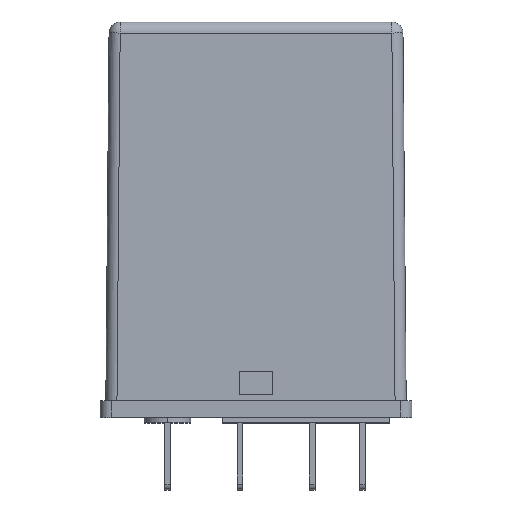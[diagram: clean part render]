
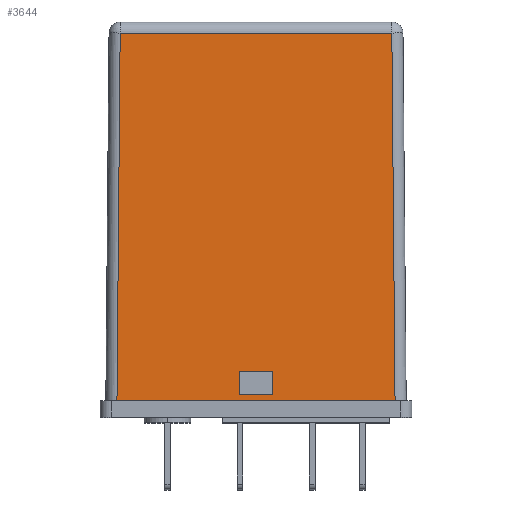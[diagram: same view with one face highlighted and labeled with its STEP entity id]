
A CAD part, top view. The second image highlights one B-rep face of the part: STEP entity #3644.
In plain terms, the highlighted planar face has unit normal (0, 0.009, 1).
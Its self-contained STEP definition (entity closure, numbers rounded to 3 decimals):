
#268 = EDGE_CURVE ( 'NONE', #4734, #4534, #850, .T. ) ;
#389 = CARTESIAN_POINT ( 'NONE',  ( 1.5, 2.089, 10.232 ) ) ;
#427 = CARTESIAN_POINT ( 'NONE',  ( 12.498, 0.227, 10.248 ) ) ;
#614 = EDGE_CURVE ( 'NONE', #5314, #3717, #6483, .T. ) ;
#615 = ORIENTED_EDGE ( 'NONE', *, *, #785, .F. ) ;
#681 = VECTOR ( 'NONE', #4228, 1000. ) ;
#742 = EDGE_CURVE ( 'NONE', #6389, #6347, #1343, .T. ) ;
#785 = EDGE_CURVE ( 'NONE', #3227, #5314, #6148, .T. ) ;
#850 = LINE ( 'NONE', #6433, #7473 ) ;
#1054 = EDGE_CURVE ( 'NONE', #3717, #6991, #3981, .T. ) ;
#1081 = EDGE_CURVE ( 'NONE', #6991, #3227, #5653, .T. ) ;
#1242 = DIRECTION ( 'NONE',  ( -1., 0., 0. ) ) ;
#1281 = EDGE_LOOP ( 'NONE', ( #5591, #2166, #5416, #2124 ) ) ;
#1343 = LINE ( 'NONE', #1614, #7956 ) ;
#1614 = CARTESIAN_POINT ( 'NONE',  ( -13.19, 34.509, 9.949 ) ) ;
#1689 = AXIS2_PLACEMENT_3D ( 'NONE', #3563, #8027, #4239 ) ;
#1760 = FACE_BOUND ( 'NONE', #7072, .T. ) ;
#1953 = EDGE_CURVE ( 'NONE', #6347, #4534, #3929, .T. ) ;
#2103 = ORIENTED_EDGE ( 'NONE', *, *, #614, .F. ) ;
#2124 = ORIENTED_EDGE ( 'NONE', *, *, #3230, .T. ) ;
#2166 = ORIENTED_EDGE ( 'NONE', *, *, #1953, .T. ) ;
#2408 = CARTESIAN_POINT ( 'NONE',  ( -1.5, 4.089, 10.214 ) ) ;
#2576 = ORIENTED_EDGE ( 'NONE', *, *, #1054, .F. ) ;
#3082 = DIRECTION ( 'NONE',  ( -0.009, 1., -0.009 ) ) ;
#3227 = VERTEX_POINT ( 'NONE', #2408 ) ;
#3230 = EDGE_CURVE ( 'NONE', #4734, #6389, #6301, .T. ) ;
#3363 = DIRECTION ( 'NONE',  ( -1., 0., 0. ) ) ;
#3563 = CARTESIAN_POINT ( 'NONE',  ( -13.5, 0., 10.25 ) ) ;
#3644 = ADVANCED_FACE ( 'NONE', ( #1760, #6696 ), #7359, .T. ) ;
#3717 = VERTEX_POINT ( 'NONE', #389 ) ;
#3910 = CARTESIAN_POINT ( 'NONE',  ( -1.5, 4.089, 10.214 ) ) ;
#3929 = LINE ( 'NONE', #7382, #681 ) ;
#3981 = LINE ( 'NONE', #4030, #7340 ) ;
#4005 = DIRECTION ( 'NONE',  ( 0., 1., -0.009 ) ) ;
#4029 = CARTESIAN_POINT ( 'NONE',  ( 12.199, 34.509, 9.949 ) ) ;
#4030 = CARTESIAN_POINT ( 'NONE',  ( 1.5, 4.089, 10.214 ) ) ;
#4217 = ORIENTED_EDGE ( 'NONE', *, *, #1081, .F. ) ;
#4228 = DIRECTION ( 'NONE',  ( -0.009, -1., 0.009 ) ) ;
#4239 = DIRECTION ( 'NONE',  ( 0., -1., 0.009 ) ) ;
#4492 = VECTOR ( 'NONE', #7593, 1000. ) ;
#4534 = VERTEX_POINT ( 'NONE', #7711 ) ;
#4636 = VECTOR ( 'NONE', #3082, 1000. ) ;
#4734 = VERTEX_POINT ( 'NONE', #5402 ) ;
#5222 = CARTESIAN_POINT ( 'NONE',  ( -12.199, 34.509, 9.949 ) ) ;
#5314 = VERTEX_POINT ( 'NONE', #7191 ) ;
#5402 = CARTESIAN_POINT ( 'NONE',  ( 12.487, 1.5, 10.237 ) ) ;
#5416 = ORIENTED_EDGE ( 'NONE', *, *, #268, .F. ) ;
#5591 = ORIENTED_EDGE ( 'NONE', *, *, #742, .T. ) ;
#5643 = CARTESIAN_POINT ( 'NONE',  ( 1.5, 4.089, 10.214 ) ) ;
#5653 = LINE ( 'NONE', #3910, #7356 ) ;
#5811 = DIRECTION ( 'NONE',  ( -1., 0., 0. ) ) ;
#6148 = LINE ( 'NONE', #7649, #4492 ) ;
#6301 = LINE ( 'NONE', #427, #4636 ) ;
#6347 = VERTEX_POINT ( 'NONE', #5222 ) ;
#6389 = VERTEX_POINT ( 'NONE', #4029 ) ;
#6433 = CARTESIAN_POINT ( 'NONE',  ( -13.5, 1.5, 10.237 ) ) ;
#6483 = LINE ( 'NONE', #6801, #7960 ) ;
#6696 = FACE_OUTER_BOUND ( 'NONE', #1281, .T. ) ;
#6718 = DIRECTION ( 'NONE',  ( 1., 0., 0. ) ) ;
#6801 = CARTESIAN_POINT ( 'NONE',  ( -1.5, 2.089, 10.232 ) ) ;
#6991 = VERTEX_POINT ( 'NONE', #5643 ) ;
#7072 = EDGE_LOOP ( 'NONE', ( #4217, #2576, #2103, #615 ) ) ;
#7191 = CARTESIAN_POINT ( 'NONE',  ( -1.5, 2.089, 10.232 ) ) ;
#7340 = VECTOR ( 'NONE', #4005, 1000. ) ;
#7356 = VECTOR ( 'NONE', #3363, 1000. ) ;
#7359 = PLANE ( 'NONE',  #1689 ) ;
#7382 = CARTESIAN_POINT ( 'NONE',  ( -12.5, -0.009, 10.25 ) ) ;
#7473 = VECTOR ( 'NONE', #5811, 1000. ) ;
#7593 = DIRECTION ( 'NONE',  ( 0., -1., 0.009 ) ) ;
#7649 = CARTESIAN_POINT ( 'NONE',  ( -1.5, 4.089, 10.214 ) ) ;
#7711 = CARTESIAN_POINT ( 'NONE',  ( -12.487, 1.5, 10.237 ) ) ;
#7956 = VECTOR ( 'NONE', #1242, 1000. ) ;
#7960 = VECTOR ( 'NONE', #6718, 1000. ) ;
#8027 = DIRECTION ( 'NONE',  ( 0., 0.009, 1. ) ) ;
